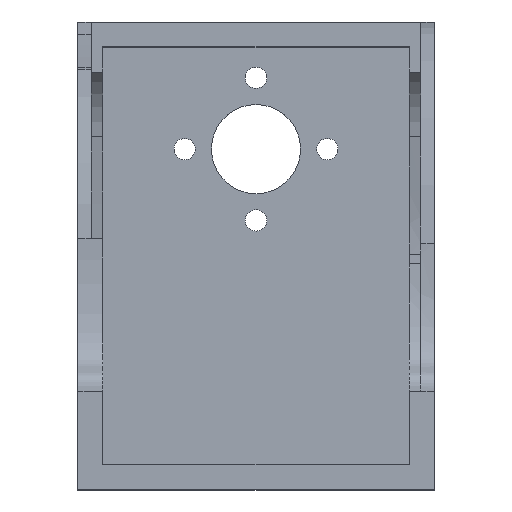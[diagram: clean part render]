
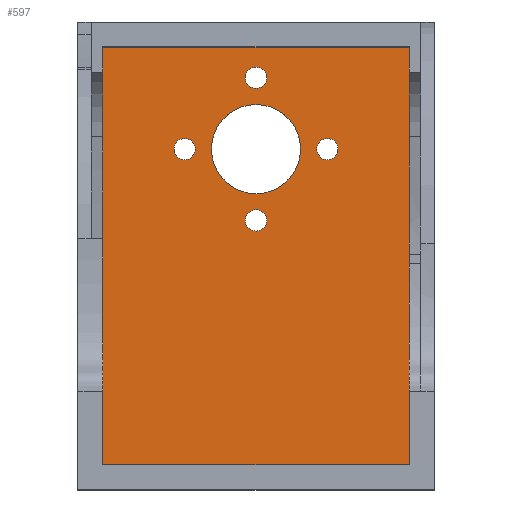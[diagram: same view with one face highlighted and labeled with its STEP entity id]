
A CAD part, top view. The second image highlights one B-rep face of the part: STEP entity #597.
In plain terms, the highlighted planar face has unit normal (0, 0, 1).
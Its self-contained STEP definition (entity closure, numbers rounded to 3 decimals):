
#4 = FACE_BOUND ( 'NONE', #151, .T. ) ;
#25 = CIRCLE ( 'NONE', #1125, 1.2 ) ;
#79 = CIRCLE ( 'NONE', #350, 5. ) ;
#98 = LINE ( 'NONE', #247, #1806 ) ;
#108 = AXIS2_PLACEMENT_3D ( 'NONE', #1122, #1289, #1269 ) ;
#109 = EDGE_CURVE ( 'NONE', #317, #1006, #79, .T. ) ;
#119 = EDGE_LOOP ( 'NONE', ( #1674, #985 ) ) ;
#121 = CARTESIAN_POINT ( 'NONE',  ( 5.45, 116.604, -62.037 ) ) ;
#124 = CARTESIAN_POINT ( 'NONE',  ( 13.45, 116.604, -62.037 ) ) ;
#128 = LINE ( 'NONE', #553, #594 ) ;
#141 = CARTESIAN_POINT ( 'NONE',  ( 0.45, 116.604, -62.037 ) ) ;
#151 = EDGE_LOOP ( 'NONE', ( #610, #1705 ) ) ;
#154 = FACE_BOUND ( 'NONE', #1416, .T. ) ;
#182 = CARTESIAN_POINT ( 'NONE',  ( 5.45, 124.604, -62.037 ) ) ;
#192 = VERTEX_POINT ( 'NONE', #1233 ) ;
#202 = CIRCLE ( 'NONE', #1633, 1.2 ) ;
#227 = VERTEX_POINT ( 'NONE', #231 ) ;
#231 = CARTESIAN_POINT ( 'NONE',  ( -11.75, 81.154, -62.037 ) ) ;
#235 = EDGE_CURVE ( 'NONE', #807, #437, #98, .T. ) ;
#247 = CARTESIAN_POINT ( 'NONE',  ( 22.65, 81.154, -62.037 ) ) ;
#251 = DIRECTION ( 'NONE',  ( 0., 0., 1. ) ) ;
#258 = CIRCLE ( 'NONE', #970, 1.2 ) ;
#267 = DIRECTION ( 'NONE',  ( 1., 0., 0. ) ) ;
#306 = DIRECTION ( 'NONE',  ( 0., 0., 1. ) ) ;
#317 = VERTEX_POINT ( 'NONE', #1022 ) ;
#327 = CARTESIAN_POINT ( 'NONE',  ( 4.25, 108.604, -62.037 ) ) ;
#334 = DIRECTION ( 'NONE',  ( 0., 0., 1. ) ) ;
#344 = VERTEX_POINT ( 'NONE', #327 ) ;
#348 = VERTEX_POINT ( 'NONE', #1454 ) ;
#350 = AXIS2_PLACEMENT_3D ( 'NONE', #1616, #613, #1167 ) ;
#376 = EDGE_LOOP ( 'NONE', ( #877, #1613, #1401, #1438 ) ) ;
#383 = CARTESIAN_POINT ( 'NONE',  ( -11.75, 128.054, -62.037 ) ) ;
#401 = CARTESIAN_POINT ( 'NONE',  ( -2.55, 116.604, -62.037 ) ) ;
#416 = DIRECTION ( 'NONE',  ( 1., 0., 0. ) ) ;
#423 = DIRECTION ( 'NONE',  ( 1., 0., 0. ) ) ;
#437 = VERTEX_POINT ( 'NONE', #671 ) ;
#438 = CIRCLE ( 'NONE', #651, 1.2 ) ;
#476 = CIRCLE ( 'NONE', #1038, 1.2 ) ;
#482 = EDGE_CURVE ( 'NONE', #437, #1365, #1641, .T. ) ;
#497 = ORIENTED_EDGE ( 'NONE', *, *, #109, .F. ) ;
#518 = EDGE_LOOP ( 'NONE', ( #1610, #1608 ) ) ;
#537 = CARTESIAN_POINT ( 'NONE',  ( 5.45, 108.604, -62.037 ) ) ;
#540 = DIRECTION ( 'NONE',  ( 0., 0., 1. ) ) ;
#553 = CARTESIAN_POINT ( 'NONE',  ( -11.75, 81.154, -62.037 ) ) ;
#554 = FACE_OUTER_BOUND ( 'NONE', #376, .T. ) ;
#557 = CIRCLE ( 'NONE', #914, 1.2 ) ;
#567 = CARTESIAN_POINT ( 'NONE',  ( 5.45, 124.604, -62.037 ) ) ;
#569 = EDGE_CURVE ( 'NONE', #1006, #317, #968, .T. ) ;
#594 = VECTOR ( 'NONE', #1266, 1000. ) ;
#597 = ADVANCED_FACE ( 'NONE', ( #154, #1140, #4, #959, #1823, #554 ), #1403, .T. ) ;
#610 = ORIENTED_EDGE ( 'NONE', *, *, #754, .F. ) ;
#613 = DIRECTION ( 'NONE',  ( 0., 0., 1. ) ) ;
#621 = EDGE_CURVE ( 'NONE', #833, #1066, #438, .T. ) ;
#651 = AXIS2_PLACEMENT_3D ( 'NONE', #567, #829, #416 ) ;
#666 = EDGE_CURVE ( 'NONE', #1365, #227, #705, .T. ) ;
#671 = CARTESIAN_POINT ( 'NONE',  ( 22.65, 128.054, -62.037 ) ) ;
#705 = LINE ( 'NONE', #1254, #1539 ) ;
#719 = DIRECTION ( 'NONE',  ( 1., 0., 0. ) ) ;
#730 = EDGE_LOOP ( 'NONE', ( #1224, #1656 ) ) ;
#753 = CARTESIAN_POINT ( 'NONE',  ( 14.65, 116.604, -62.037 ) ) ;
#754 = EDGE_CURVE ( 'NONE', #1066, #833, #557, .T. ) ;
#755 = DIRECTION ( 'NONE',  ( 1., 0., 0. ) ) ;
#807 = VERTEX_POINT ( 'NONE', #1620 ) ;
#810 = DIRECTION ( 'NONE',  ( 1., 0., 0. ) ) ;
#829 = DIRECTION ( 'NONE',  ( 0., 0., 1. ) ) ;
#833 = VERTEX_POINT ( 'NONE', #1804 ) ;
#845 = CARTESIAN_POINT ( 'NONE',  ( 6.65, 124.604, -62.037 ) ) ;
#852 = CIRCLE ( 'NONE', #1096, 1.2 ) ;
#877 = ORIENTED_EDGE ( 'NONE', *, *, #482, .T. ) ;
#914 = AXIS2_PLACEMENT_3D ( 'NONE', #182, #334, #755 ) ;
#915 = CIRCLE ( 'NONE', #1689, 1.2 ) ;
#951 = EDGE_CURVE ( 'NONE', #344, #1002, #258, .T. ) ;
#953 = DIRECTION ( 'NONE',  ( -1., 0., 0. ) ) ;
#959 = FACE_BOUND ( 'NONE', #730, .T. ) ;
#963 = DIRECTION ( 'NONE',  ( 0., 0., 1. ) ) ;
#966 = DIRECTION ( 'NONE',  ( 0., 0., 1. ) ) ;
#968 = CIRCLE ( 'NONE', #1215, 5. ) ;
#970 = AXIS2_PLACEMENT_3D ( 'NONE', #537, #1679, #1245 ) ;
#984 = EDGE_CURVE ( 'NONE', #227, #807, #128, .T. ) ;
#985 = ORIENTED_EDGE ( 'NONE', *, *, #1409, .F. ) ;
#999 = DIRECTION ( 'NONE',  ( 1., 0., 0. ) ) ;
#1002 = VERTEX_POINT ( 'NONE', #1402 ) ;
#1006 = VERTEX_POINT ( 'NONE', #141 ) ;
#1022 = CARTESIAN_POINT ( 'NONE',  ( 10.45, 116.604, -62.037 ) ) ;
#1038 = AXIS2_PLACEMENT_3D ( 'NONE', #1443, #306, #267 ) ;
#1047 = EDGE_CURVE ( 'NONE', #1002, #344, #202, .T. ) ;
#1066 = VERTEX_POINT ( 'NONE', #845 ) ;
#1082 = CARTESIAN_POINT ( 'NONE',  ( 13.45, 116.604, -62.037 ) ) ;
#1096 = AXIS2_PLACEMENT_3D ( 'NONE', #401, #963, #1373 ) ;
#1122 = CARTESIAN_POINT ( 'NONE',  ( 0., 0., -62.037 ) ) ;
#1125 = AXIS2_PLACEMENT_3D ( 'NONE', #124, #1725, #719 ) ;
#1138 = CARTESIAN_POINT ( 'NONE',  ( 5.45, 108.604, -62.037 ) ) ;
#1140 = FACE_BOUND ( 'NONE', #119, .T. ) ;
#1167 = DIRECTION ( 'NONE',  ( 1., 0., 0. ) ) ;
#1215 = AXIS2_PLACEMENT_3D ( 'NONE', #121, #251, #999 ) ;
#1224 = ORIENTED_EDGE ( 'NONE', *, *, #1242, .F. ) ;
#1233 = CARTESIAN_POINT ( 'NONE',  ( 12.25, 116.604, -62.037 ) ) ;
#1234 = CARTESIAN_POINT ( 'NONE',  ( -3.75, 116.604, -62.037 ) ) ;
#1242 = EDGE_CURVE ( 'NONE', #1819, #192, #915, .T. ) ;
#1245 = DIRECTION ( 'NONE',  ( 1., 0., 0. ) ) ;
#1254 = CARTESIAN_POINT ( 'NONE',  ( -11.75, 128.054, -62.037 ) ) ;
#1266 = DIRECTION ( 'NONE',  ( 1., 0., 0. ) ) ;
#1269 = DIRECTION ( 'NONE',  ( 1., 0., 0. ) ) ;
#1283 = EDGE_CURVE ( 'NONE', #348, #1340, #852, .T. ) ;
#1289 = DIRECTION ( 'NONE',  ( 0., 0., 1. ) ) ;
#1340 = VERTEX_POINT ( 'NONE', #1234 ) ;
#1356 = ORIENTED_EDGE ( 'NONE', *, *, #569, .F. ) ;
#1365 = VERTEX_POINT ( 'NONE', #383 ) ;
#1373 = DIRECTION ( 'NONE',  ( 1., 0., 0. ) ) ;
#1401 = ORIENTED_EDGE ( 'NONE', *, *, #984, .T. ) ;
#1402 = CARTESIAN_POINT ( 'NONE',  ( 6.65, 108.604, -62.037 ) ) ;
#1403 = PLANE ( 'NONE',  #108 ) ;
#1409 = EDGE_CURVE ( 'NONE', #1340, #348, #476, .T. ) ;
#1416 = EDGE_LOOP ( 'NONE', ( #497, #1356 ) ) ;
#1421 = EDGE_CURVE ( 'NONE', #192, #1819, #25, .T. ) ;
#1438 = ORIENTED_EDGE ( 'NONE', *, *, #235, .T. ) ;
#1443 = CARTESIAN_POINT ( 'NONE',  ( -2.55, 116.604, -62.037 ) ) ;
#1454 = CARTESIAN_POINT ( 'NONE',  ( -1.35, 116.604, -62.037 ) ) ;
#1539 = VECTOR ( 'NONE', #1681, 1000. ) ;
#1608 = ORIENTED_EDGE ( 'NONE', *, *, #951, .F. ) ;
#1610 = ORIENTED_EDGE ( 'NONE', *, *, #1047, .F. ) ;
#1613 = ORIENTED_EDGE ( 'NONE', *, *, #666, .T. ) ;
#1616 = CARTESIAN_POINT ( 'NONE',  ( 5.45, 116.604, -62.037 ) ) ;
#1620 = CARTESIAN_POINT ( 'NONE',  ( 22.65, 81.154, -62.037 ) ) ;
#1633 = AXIS2_PLACEMENT_3D ( 'NONE', #1138, #966, #423 ) ;
#1641 = LINE ( 'NONE', #1798, #1688 ) ;
#1656 = ORIENTED_EDGE ( 'NONE', *, *, #1421, .F. ) ;
#1674 = ORIENTED_EDGE ( 'NONE', *, *, #1283, .F. ) ;
#1679 = DIRECTION ( 'NONE',  ( 0., 0., 1. ) ) ;
#1681 = DIRECTION ( 'NONE',  ( 0., -1., 0. ) ) ;
#1688 = VECTOR ( 'NONE', #953, 1000. ) ;
#1689 = AXIS2_PLACEMENT_3D ( 'NONE', #1082, #540, #810 ) ;
#1705 = ORIENTED_EDGE ( 'NONE', *, *, #621, .F. ) ;
#1725 = DIRECTION ( 'NONE',  ( 0., 0., 1. ) ) ;
#1798 = CARTESIAN_POINT ( 'NONE',  ( 22.65, 128.054, -62.037 ) ) ;
#1799 = DIRECTION ( 'NONE',  ( 0., 1., 0. ) ) ;
#1804 = CARTESIAN_POINT ( 'NONE',  ( 4.25, 124.604, -62.037 ) ) ;
#1806 = VECTOR ( 'NONE', #1799, 1000. ) ;
#1819 = VERTEX_POINT ( 'NONE', #753 ) ;
#1823 = FACE_BOUND ( 'NONE', #518, .T. ) ;
